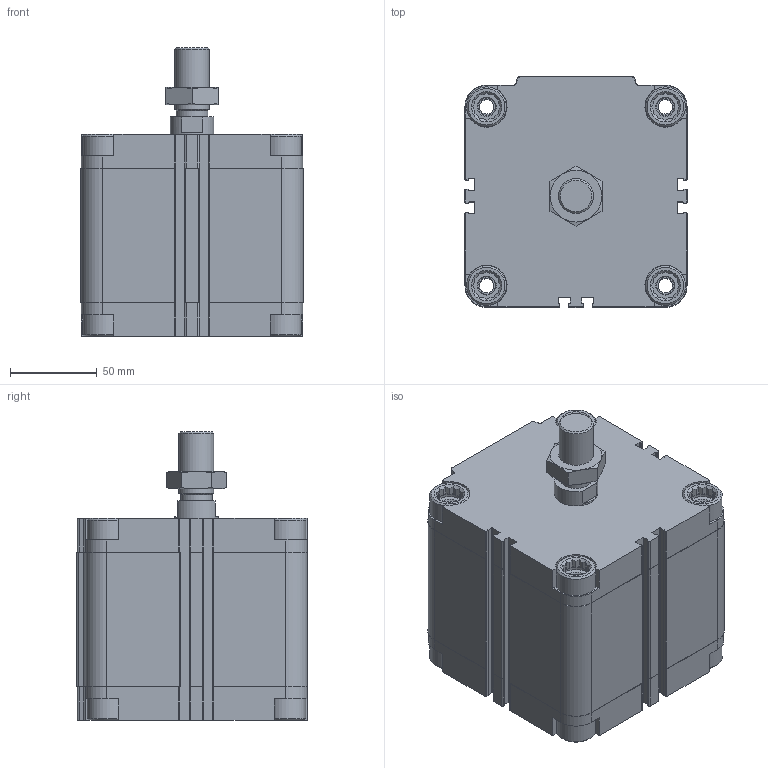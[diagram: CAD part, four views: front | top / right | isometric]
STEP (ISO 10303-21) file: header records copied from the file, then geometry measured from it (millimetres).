
FILE_DESCRIPTION(/* description */ ('STEP AP214'),/* implementation_level */ '2;1');
FILE_NAME(/* name */ '156669_ADVU-100-50-A-P-A',/* time_stamp */ '2024-08-01T21:52:45+02:00',/* author */ ('License CC BY-ND 4.0'),/* organization */ ('CADENAS'),/* preprocessor_version */ 'ST-DEVELOPER v19.3',/* originating_system */ 'PARTsolutions',/* authorisation */ ' ');
FILE_SCHEMA (('AUTOMOTIVE_DESIGN {1 0 10303 214 3 1 1}'));
Length unit declared in the file: millimetre
Products named in the file (4): 156669 ADVU-100-50-A-P-A---(0); 156669 ADVU-100-50-A-P-A---(ZR); 156669 ADVU-100-50-A-P-A---(KS); DIN-439-B - M20x1.5(F)
Assembly tree (3 placements, depth 2):
  156669 ADVU-100-50-A-P-A---(0)
    156669 ADVU-100-50-A-P-A---(ZR)
    156669 ADVU-100-50-A-P-A---(KS)
    DIN-439-B - M20x1.5(F)
Bounding box: 128 x 133 x 166.5 mm (x, y, z)
Volume: 1486230.2 mm3; surface area: 194758.6 mm2
Topology: 3 solids, 3 shells, 598 faces, 1615 edges, 1068 vertices
Faces by surface type: plane 397, cylinder 166, cone 35
Full cylindrical faces by diameter (mm): 8 x1, 8.376 x8, 11.445 x2, 15.4 x4, 16.5 x8, 18.16 x1, 18.376 x1, 20 x1, 23 x8, 25 x2, 100 x2
Entity records: 18642 total; most frequent: CARTESIAN_POINT 3828, ORIENTED_EDGE 3074, DIRECTION 2912, EDGE_CURVE 1537, VERTEX_POINT 1065, AXIS2_PLACEMENT_3D 977, LINE 958, VECTOR 958
